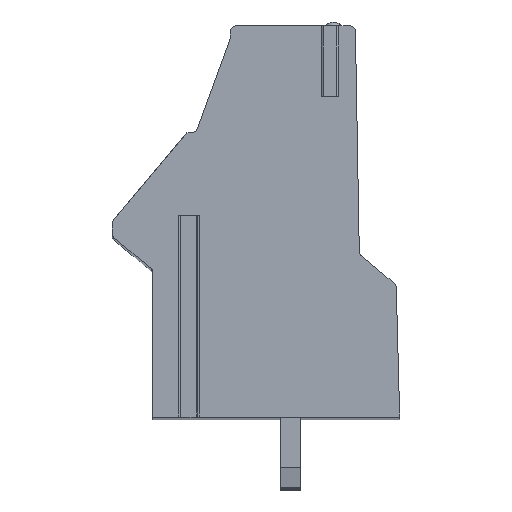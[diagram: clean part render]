
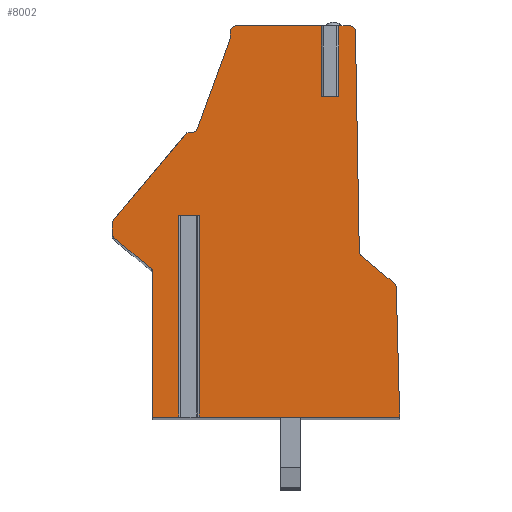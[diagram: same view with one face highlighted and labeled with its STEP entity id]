
A CAD part, top view. The second image highlights one B-rep face of the part: STEP entity #8002.
In plain terms, the highlighted planar face has unit normal (0, 0, 1).
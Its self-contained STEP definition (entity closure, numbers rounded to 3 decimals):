
#13=DIRECTION('',(-1.,0.,0.));
#14=VECTOR('',#13,0.55);
#15=CARTESIAN_POINT('',(3.708,6.127,68.58));
#16=LINE('',#15,#14);
#17=DIRECTION('',(0.,-1.,0.));
#18=VECTOR('',#17,3.5);
#19=CARTESIAN_POINT('',(3.708,9.627,68.58));
#20=LINE('',#19,#18);
#21=DIRECTION('',(-1.,0.,0.));
#22=VECTOR('',#21,0.682);
#23=CARTESIAN_POINT('',(4.39,9.627,68.58));
#24=LINE('',#23,#22);
#25=CARTESIAN_POINT('',(4.39,9.327,68.58));
#26=DIRECTION('',(0.,0.,1.));
#27=DIRECTION('',(1.,0.017,0.));
#28=AXIS2_PLACEMENT_3D('',#25,#26,#27);
#30=DIRECTION('',(-0.017,1.,0.));
#31=VECTOR('',#30,10.885);
#32=CARTESIAN_POINT('',(4.88,-1.552,68.58));
#33=LINE('',#32,#31);
#34=CARTESIAN_POINT('',(5.18,-1.546,68.58));
#35=DIRECTION('',(0.,0.,-1.));
#36=DIRECTION('',(-0.643,-0.766,0.));
#37=AXIS2_PLACEMENT_3D('',#34,#35,#36);
#39=DIRECTION('',(-0.766,0.643,0.));
#40=VECTOR('',#39,2.116);
#41=CARTESIAN_POINT('',(6.608,-3.137,68.58));
#42=LINE('',#41,#40);
#43=CARTESIAN_POINT('',(6.415,-3.366,68.58));
#44=DIRECTION('',(0.,0.,1.));
#45=DIRECTION('',(1.,0.029,0.));
#46=AXIS2_PLACEMENT_3D('',#43,#44,#45);
#48=DIRECTION('',(-0.026,1.,0.));
#49=VECTOR('',#48,6.418);
#50=CARTESIAN_POINT('',(6.883,-9.773,68.58));
#51=LINE('',#50,#49);
#52=DIRECTION('',(1.,0.,0.));
#53=VECTOR('',#52,9.952);
#54=CARTESIAN_POINT('',(-3.069,-9.773,68.58));
#55=LINE('',#54,#53);
#56=DIRECTION('',(0.,-1.,0.));
#57=VECTOR('',#56,10.);
#58=CARTESIAN_POINT('',(-3.069,0.227,68.58));
#59=LINE('',#58,#57);
#60=DIRECTION('',(-1.,0.,0.));
#61=VECTOR('',#60,0.996);
#62=CARTESIAN_POINT('',(-3.069,0.227,68.58));
#63=LINE('',#62,#61);
#64=DIRECTION('',(0.,-1.,0.));
#65=VECTOR('',#64,10.);
#66=CARTESIAN_POINT('',(-4.065,0.227,68.58));
#67=LINE('',#66,#65);
#68=DIRECTION('',(1.,0.,0.));
#69=VECTOR('',#68,1.302);
#70=CARTESIAN_POINT('',(-5.367,-9.773,68.58));
#71=LINE('',#70,#69);
#72=DIRECTION('',(0.,-1.,0.));
#73=VECTOR('',#72,7.198);
#74=CARTESIAN_POINT('',(-5.367,-2.576,68.58));
#75=LINE('',#74,#73);
#76=CARTESIAN_POINT('',(-5.567,-2.576,68.58));
#77=DIRECTION('',(0.,0.,-1.));
#78=DIRECTION('',(0.643,0.766,0.));
#79=AXIS2_PLACEMENT_3D('',#76,#77,#78);
#81=DIRECTION('',(0.766,-0.643,0.));
#82=VECTOR('',#81,2.424);
#83=CARTESIAN_POINT('',(-7.295,-0.864,68.58));
#84=LINE('',#83,#82);
#85=CARTESIAN_POINT('',(-7.167,-0.711,68.58));
#86=DIRECTION('',(0.,0.,1.));
#87=DIRECTION('',(-1.,0.,0.));
#88=AXIS2_PLACEMENT_3D('',#85,#86,#87);
#90=DIRECTION('',(0.,-1.,0.));
#91=VECTOR('',#90,0.52);
#92=CARTESIAN_POINT('',(-7.367,-0.191,68.58));
#93=LINE('',#92,#91);
#94=CARTESIAN_POINT('',(-7.067,-0.191,68.58));
#95=DIRECTION('',(0.,0.,1.));
#96=DIRECTION('',(-0.766,0.643,0.));
#97=AXIS2_PLACEMENT_3D('',#94,#95,#96);
#99=DIRECTION('',(-0.643,-0.766,0.));
#100=VECTOR('',#99,5.645);
#101=CARTESIAN_POINT('',(-3.668,4.327,68.58));
#102=LINE('',#101,#100);
#103=DIRECTION('',(-1.,0.,0.));
#104=VECTOR('',#103,0.236);
#105=CARTESIAN_POINT('',(-3.432,4.327,68.58));
#106=LINE('',#105,#104);
#107=CARTESIAN_POINT('',(-3.432,4.627,68.58));
#108=DIRECTION('',(0.,0.,-1.));
#109=DIRECTION('',(0.94,-0.342,0.));
#110=AXIS2_PLACEMENT_3D('',#107,#108,#109);
#112=DIRECTION('',(-0.342,-0.94,0.));
#113=VECTOR('',#112,4.782);
#114=CARTESIAN_POINT('',(-1.515,9.018,68.58));
#115=LINE('',#114,#113);
#116=DIRECTION('',(0.,-1.,0.));
#117=VECTOR('',#116,0.309);
#118=CARTESIAN_POINT('',(-1.515,9.327,68.58));
#119=LINE('',#118,#117);
#120=CARTESIAN_POINT('',(-1.215,9.327,68.58));
#121=DIRECTION('',(0.,0.,1.));
#122=DIRECTION('',(0.,1.,0.));
#123=AXIS2_PLACEMENT_3D('',#120,#121,#122);
#125=DIRECTION('',(-1.,0.,0.));
#126=VECTOR('',#125,4.373);
#127=CARTESIAN_POINT('',(3.158,9.627,68.58));
#128=LINE('',#127,#126);
#129=DIRECTION('',(0.,-1.,0.));
#130=VECTOR('',#129,3.5);
#131=CARTESIAN_POINT('',(3.158,9.627,68.58));
#132=LINE('',#131,#130);
#6241=CARTESIAN_POINT('',(6.883,-9.773,68.58));
#6242=CARTESIAN_POINT('',(6.715,-3.358,68.58));
#6243=VERTEX_POINT('',#6241);
#6244=VERTEX_POINT('',#6242);
#6245=CARTESIAN_POINT('',(6.608,-3.137,68.58));
#6246=VERTEX_POINT('',#6245);
#6247=CARTESIAN_POINT('',(4.987,-1.776,68.58));
#6248=VERTEX_POINT('',#6247);
#6249=CARTESIAN_POINT('',(4.88,-1.552,68.58));
#6250=VERTEX_POINT('',#6249);
#6251=CARTESIAN_POINT('',(4.69,9.332,68.58));
#6252=VERTEX_POINT('',#6251);
#6253=CARTESIAN_POINT('',(4.39,9.627,68.58));
#6254=VERTEX_POINT('',#6253);
#6255=CARTESIAN_POINT('',(-1.215,9.627,68.58));
#6256=CARTESIAN_POINT('',(-1.515,9.327,68.58));
#6257=VERTEX_POINT('',#6255);
#6258=VERTEX_POINT('',#6256);
#6259=CARTESIAN_POINT('',(-1.515,9.018,68.58));
#6260=VERTEX_POINT('',#6259);
#6261=CARTESIAN_POINT('',(-3.15,4.524,68.58));
#6262=VERTEX_POINT('',#6261);
#6263=CARTESIAN_POINT('',(-3.432,4.327,68.58));
#6264=VERTEX_POINT('',#6263);
#6265=CARTESIAN_POINT('',(-3.668,4.327,68.58));
#6266=VERTEX_POINT('',#6265);
#6267=CARTESIAN_POINT('',(-7.297,0.002,68.58));
#6268=VERTEX_POINT('',#6267);
#6269=CARTESIAN_POINT('',(-7.367,-0.191,68.58));
#6270=VERTEX_POINT('',#6269);
#6271=CARTESIAN_POINT('',(-7.367,-0.711,68.58));
#6272=VERTEX_POINT('',#6271);
#6273=CARTESIAN_POINT('',(-7.295,-0.864,68.58));
#6274=VERTEX_POINT('',#6273);
#6275=CARTESIAN_POINT('',(-5.438,-2.422,68.58));
#6276=VERTEX_POINT('',#6275);
#6277=CARTESIAN_POINT('',(-5.367,-2.576,68.58));
#6278=VERTEX_POINT('',#6277);
#6279=CARTESIAN_POINT('',(-5.367,-9.773,68.58));
#6280=VERTEX_POINT('',#6279);
#6381=CARTESIAN_POINT('',(-3.069,0.227,68.58));
#6382=CARTESIAN_POINT('',(-4.065,0.227,68.58));
#6383=VERTEX_POINT('',#6381);
#6384=VERTEX_POINT('',#6382);
#6385=CARTESIAN_POINT('',(-3.069,-9.773,68.58));
#6386=VERTEX_POINT('',#6385);
#6387=CARTESIAN_POINT('',(-4.065,-9.773,68.58));
#6388=VERTEX_POINT('',#6387);
#6425=CARTESIAN_POINT('',(3.708,6.127,68.58));
#6426=CARTESIAN_POINT('',(3.158,6.127,68.58));
#6427=VERTEX_POINT('',#6425);
#6428=VERTEX_POINT('',#6426);
#6429=CARTESIAN_POINT('',(3.158,9.627,68.58));
#6430=VERTEX_POINT('',#6429);
#6431=CARTESIAN_POINT('',(3.708,9.627,68.58));
#6432=VERTEX_POINT('',#6431);
#7939=CARTESIAN_POINT('',(0.,0.,68.58));
#7940=DIRECTION('',(0.,0.,1.));
#7941=DIRECTION('',(1.,0.,0.));
#7942=AXIS2_PLACEMENT_3D('',#7939,#7940,#7941);
#7943=PLANE('',#7942);
#7945=ORIENTED_EDGE('',*,*,#7944,.F.);
#7947=ORIENTED_EDGE('',*,*,#7946,.F.);
#7949=ORIENTED_EDGE('',*,*,#7948,.F.);
#7951=ORIENTED_EDGE('',*,*,#7950,.F.);
#7953=ORIENTED_EDGE('',*,*,#7952,.F.);
#7955=ORIENTED_EDGE('',*,*,#7954,.F.);
#7957=ORIENTED_EDGE('',*,*,#7956,.F.);
#7959=ORIENTED_EDGE('',*,*,#7958,.F.);
#7961=ORIENTED_EDGE('',*,*,#7960,.F.);
#7963=ORIENTED_EDGE('',*,*,#7962,.F.);
#7965=ORIENTED_EDGE('',*,*,#7964,.F.);
#7967=ORIENTED_EDGE('',*,*,#7966,.T.);
#7969=ORIENTED_EDGE('',*,*,#7968,.T.);
#7971=ORIENTED_EDGE('',*,*,#7970,.F.);
#7973=ORIENTED_EDGE('',*,*,#7972,.F.);
#7975=ORIENTED_EDGE('',*,*,#7974,.F.);
#7977=ORIENTED_EDGE('',*,*,#7976,.F.);
#7979=ORIENTED_EDGE('',*,*,#7978,.F.);
#7981=ORIENTED_EDGE('',*,*,#7980,.F.);
#7983=ORIENTED_EDGE('',*,*,#7982,.F.);
#7985=ORIENTED_EDGE('',*,*,#7984,.F.);
#7987=ORIENTED_EDGE('',*,*,#7986,.F.);
#7989=ORIENTED_EDGE('',*,*,#7988,.F.);
#7991=ORIENTED_EDGE('',*,*,#7990,.F.);
#7993=ORIENTED_EDGE('',*,*,#7992,.F.);
#7995=ORIENTED_EDGE('',*,*,#7994,.F.);
#7997=ORIENTED_EDGE('',*,*,#7996,.F.);
#7999=ORIENTED_EDGE('',*,*,#7998,.T.);
#8000=EDGE_LOOP('',(#7945,#7947,#7949,#7951,#7953,#7955,#7957,#7959,#7961,#7963,
#7965,#7967,#7969,#7971,#7973,#7975,#7977,#7979,#7981,#7983,#7985,#7987,#7989,
#7991,#7993,#7995,#7997,#7999));
#8001=FACE_OUTER_BOUND('',#8000,.F.);
#29=CIRCLE('',#28,0.3);
#38=CIRCLE('',#37,0.3);
#47=CIRCLE('',#46,0.3);
#80=CIRCLE('',#79,0.2);
#89=CIRCLE('',#88,0.2);
#98=CIRCLE('',#97,0.3);
#111=CIRCLE('',#110,0.3);
#124=CIRCLE('',#123,0.3);
#7944=EDGE_CURVE('',#6427,#6428,#16,.T.);
#7946=EDGE_CURVE('',#6432,#6427,#20,.T.);
#7948=EDGE_CURVE('',#6254,#6432,#24,.T.);
#7950=EDGE_CURVE('',#6252,#6254,#29,.T.);
#7952=EDGE_CURVE('',#6250,#6252,#33,.T.);
#7954=EDGE_CURVE('',#6248,#6250,#38,.T.);
#7956=EDGE_CURVE('',#6246,#6248,#42,.T.);
#7958=EDGE_CURVE('',#6244,#6246,#47,.T.);
#7960=EDGE_CURVE('',#6243,#6244,#51,.T.);
#7962=EDGE_CURVE('',#6386,#6243,#55,.T.);
#7964=EDGE_CURVE('',#6383,#6386,#59,.T.);
#7966=EDGE_CURVE('',#6383,#6384,#63,.T.);
#7968=EDGE_CURVE('',#6384,#6388,#67,.T.);
#7970=EDGE_CURVE('',#6280,#6388,#71,.T.);
#7972=EDGE_CURVE('',#6278,#6280,#75,.T.);
#7974=EDGE_CURVE('',#6276,#6278,#80,.T.);
#7976=EDGE_CURVE('',#6274,#6276,#84,.T.);
#7978=EDGE_CURVE('',#6272,#6274,#89,.T.);
#7980=EDGE_CURVE('',#6270,#6272,#93,.T.);
#7982=EDGE_CURVE('',#6268,#6270,#98,.T.);
#7984=EDGE_CURVE('',#6266,#6268,#102,.T.);
#7986=EDGE_CURVE('',#6264,#6266,#106,.T.);
#7988=EDGE_CURVE('',#6262,#6264,#111,.T.);
#7990=EDGE_CURVE('',#6260,#6262,#115,.T.);
#7992=EDGE_CURVE('',#6258,#6260,#119,.T.);
#7994=EDGE_CURVE('',#6257,#6258,#124,.T.);
#7996=EDGE_CURVE('',#6430,#6257,#128,.T.);
#7998=EDGE_CURVE('',#6430,#6428,#132,.T.);
#8002=ADVANCED_FACE('',(#8001),#7943,.T.);
